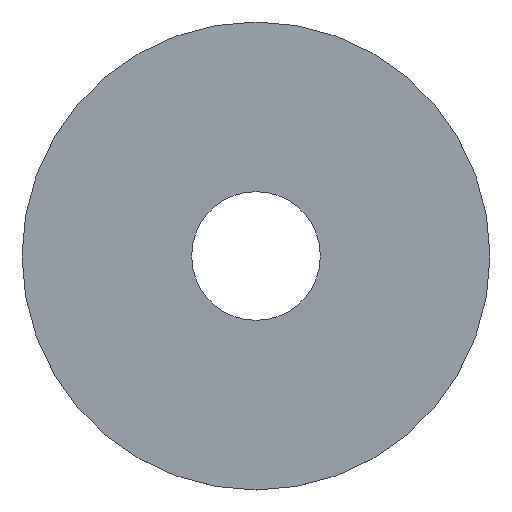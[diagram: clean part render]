
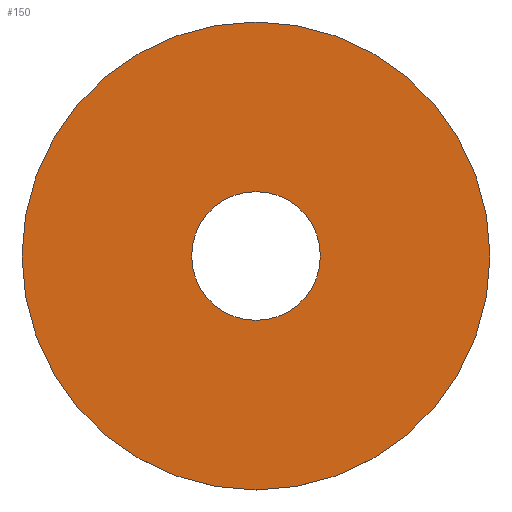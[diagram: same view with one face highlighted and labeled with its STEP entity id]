
A CAD part, top view. The second image highlights one B-rep face of the part: STEP entity #150.
In plain terms, the highlighted planar face has unit normal (0, 0, 1).
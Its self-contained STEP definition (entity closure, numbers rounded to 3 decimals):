
#8 = CARTESIAN_POINT ( 'NONE',  ( 0., 0., 1.2 ) ) ;
#13 = EDGE_LOOP ( 'NONE', ( #39 ) ) ;
#16 = DIRECTION ( 'NONE',  ( 0., 0., -1. ) ) ;
#22 = FACE_OUTER_BOUND ( 'NONE', #13, .T. ) ;
#23 = VERTEX_POINT ( 'NONE', #119 ) ;
#39 = ORIENTED_EDGE ( 'NONE', *, *, #47, .F. ) ;
#40 = PLANE ( 'NONE',  #99 ) ;
#44 = CARTESIAN_POINT ( 'NONE',  ( 0., 11., 1.2 ) ) ;
#45 = DIRECTION ( 'NONE',  ( 0., 1., 0. ) ) ;
#47 = EDGE_CURVE ( 'NONE', #23, #23, #109, .T. ) ;
#49 = AXIS2_PLACEMENT_3D ( 'NONE', #8, #16, #146 ) ;
#51 = VERTEX_POINT ( 'NONE', #105 ) ;
#58 = CIRCLE ( 'NONE', #49, 11. ) ;
#68 = ORIENTED_EDGE ( 'NONE', *, *, #159, .T. ) ;
#84 = FACE_BOUND ( 'NONE', #152, .T. ) ;
#99 = AXIS2_PLACEMENT_3D ( 'NONE', #44, #158, #147 ) ;
#101 = CARTESIAN_POINT ( 'NONE',  ( 0., 0., 1.2 ) ) ;
#105 = CARTESIAN_POINT ( 'NONE',  ( 0., 11., 1.2 ) ) ;
#109 = CIRCLE ( 'NONE', #144, 40. ) ;
#119 = CARTESIAN_POINT ( 'NONE',  ( 0., 40., 1.2 ) ) ;
#143 = DIRECTION ( 'NONE',  ( 0., 0., -1. ) ) ;
#144 = AXIS2_PLACEMENT_3D ( 'NONE', #101, #143, #45 ) ;
#146 = DIRECTION ( 'NONE',  ( 0., 1., 0. ) ) ;
#147 = DIRECTION ( 'NONE',  ( 0., -1., 0. ) ) ;
#150 = ADVANCED_FACE ( 'NONE', ( #84, #22 ), #40, .T. ) ;
#152 = EDGE_LOOP ( 'NONE', ( #68 ) ) ;
#158 = DIRECTION ( 'NONE',  ( 0., 0., 1. ) ) ;
#159 = EDGE_CURVE ( 'NONE', #51, #51, #58, .T. ) ;
